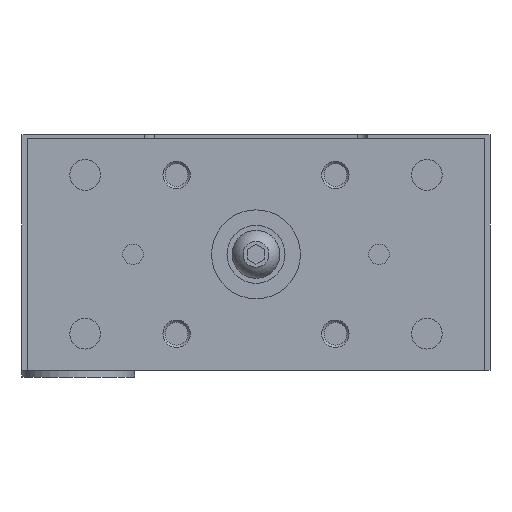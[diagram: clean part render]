
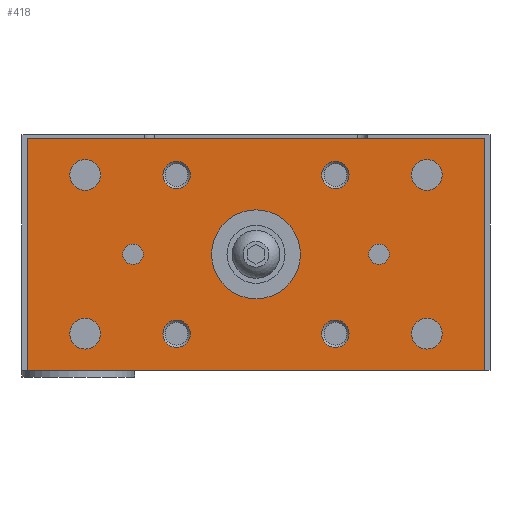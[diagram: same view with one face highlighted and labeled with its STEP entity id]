
A CAD part, left-side view. The second image highlights one B-rep face of the part: STEP entity #418.
In plain terms, the highlighted planar face has unit normal (-1, 0, 0).
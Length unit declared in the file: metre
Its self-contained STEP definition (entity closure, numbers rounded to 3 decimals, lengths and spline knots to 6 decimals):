
#418 = ADVANCED_FACE( '', ( #1183, #1184, #1185, #1186, #1187, #1188, #1189, #1190, #1191, #1192, #1193, #1194 ), #1195, .F. );
#1183 = FACE_BOUND( '', #2579, .T. );
#1184 = FACE_BOUND( '', #2580, .T. );
#1185 = FACE_BOUND( '', #2581, .T. );
#1186 = FACE_BOUND( '', #2582, .T. );
#1187 = FACE_BOUND( '', #2583, .T. );
#1188 = FACE_BOUND( '', #2584, .T. );
#1189 = FACE_BOUND( '', #2585, .T. );
#1190 = FACE_BOUND( '', #2586, .T. );
#1191 = FACE_BOUND( '', #2587, .T. );
#1192 = FACE_BOUND( '', #2588, .T. );
#1193 = FACE_BOUND( '', #2589, .T. );
#1194 = FACE_OUTER_BOUND( '', #2590, .T. );
#1195 = PLANE( '', #2591 );
#2579 = EDGE_LOOP( '', ( #3990 ) );
#2580 = EDGE_LOOP( '', ( #3991 ) );
#2581 = EDGE_LOOP( '', ( #3992 ) );
#2582 = EDGE_LOOP( '', ( #3993 ) );
#2583 = EDGE_LOOP( '', ( #3994 ) );
#2584 = EDGE_LOOP( '', ( #3995 ) );
#2585 = EDGE_LOOP( '', ( #3996 ) );
#2586 = EDGE_LOOP( '', ( #3997 ) );
#2587 = EDGE_LOOP( '', ( #3998 ) );
#2588 = EDGE_LOOP( '', ( #3999 ) );
#2589 = EDGE_LOOP( '', ( #4000 ) );
#2590 = EDGE_LOOP( '', ( #4001, #4002, #4003, #4004 ) );
#2591 = AXIS2_PLACEMENT_3D( '', #4005, #4006, #4007 );
#3990 = ORIENTED_EDGE( '', *, *, #6648, .T. );
#3991 = ORIENTED_EDGE( '', *, *, #6649, .T. );
#3992 = ORIENTED_EDGE( '', *, *, #6650, .F. );
#3993 = ORIENTED_EDGE( '', *, *, #6651, .F. );
#3994 = ORIENTED_EDGE( '', *, *, #6652, .T. );
#3995 = ORIENTED_EDGE( '', *, *, #6653, .F. );
#3996 = ORIENTED_EDGE( '', *, *, #6654, .T. );
#3997 = ORIENTED_EDGE( '', *, *, #6655, .T. );
#3998 = ORIENTED_EDGE( '', *, *, #6656, .F. );
#3999 = ORIENTED_EDGE( '', *, *, #6657, .F. );
#4000 = ORIENTED_EDGE( '', *, *, #6658, .T. );
#4001 = ORIENTED_EDGE( '', *, *, #6659, .T. );
#4002 = ORIENTED_EDGE( '', *, *, #6660, .T. );
#4003 = ORIENTED_EDGE( '', *, *, #6661, .T. );
#4004 = ORIENTED_EDGE( '', *, *, #6662, .T. );
#4005 = CARTESIAN_POINT( '', ( -0.027, -0.067, -0.069 ) );
#4006 = DIRECTION( '', ( 1., 0., 0. ) );
#4007 = DIRECTION( '', ( 0., 0., -1. ) );
#6648 = EDGE_CURVE( '', #7658, #7658, #7659, .T. );
#6649 = EDGE_CURVE( '', #7660, #7660, #7661, .T. );
#6650 = EDGE_CURVE( '', #7662, #7662, #7663, .T. );
#6651 = EDGE_CURVE( '', #7664, #7664, #7665, .T. );
#6652 = EDGE_CURVE( '', #7666, #7666, #7667, .T. );
#6653 = EDGE_CURVE( '', #7668, #7668, #7669, .T. );
#6654 = EDGE_CURVE( '', #7670, #7670, #7671, .T. );
#6655 = EDGE_CURVE( '', #7672, #7672, #7673, .T. );
#6656 = EDGE_CURVE( '', #7674, #7674, #7675, .T. );
#6657 = EDGE_CURVE( '', #7676, #7676, #7677, .T. );
#6658 = EDGE_CURVE( '', #7678, #7678, #7679, .T. );
#6659 = EDGE_CURVE( '', #7680, #7681, #7682, .T. );
#6660 = EDGE_CURVE( '', #7681, #7683, #7684, .T. );
#6661 = EDGE_CURVE( '', #7683, #7685, #7686, .T. );
#6662 = EDGE_CURVE( '', #7685, #7680, #7687, .T. );
#7658 = VERTEX_POINT( '', #9112 );
#7659 = CIRCLE( '', #9113, 0.013 );
#7660 = VERTEX_POINT( '', #9114 );
#7661 = CIRCLE( '', #9115, 0.004 );
#7662 = VERTEX_POINT( '', #9116 );
#7663 = CIRCLE( '', #9117, 0.004 );
#7664 = VERTEX_POINT( '', #9118 );
#7665 = CIRCLE( '', #9119, 0.004 );
#7666 = VERTEX_POINT( '', #9120 );
#7667 = CIRCLE( '', #9121, 0.004 );
#7668 = VERTEX_POINT( '', #9122 );
#7669 = CIRCLE( '', #9123, 0.003 );
#7670 = VERTEX_POINT( '', #9124 );
#7671 = CIRCLE( '', #9125, 0.003 );
#7672 = VERTEX_POINT( '', #9126 );
#7673 = CIRCLE( '', #9127, 0.0045 );
#7674 = VERTEX_POINT( '', #9128 );
#7675 = CIRCLE( '', #9129, 0.0045 );
#7676 = VERTEX_POINT( '', #9130 );
#7677 = CIRCLE( '', #9131, 0.0045 );
#7678 = VERTEX_POINT( '', #9132 );
#7679 = CIRCLE( '', #9133, 0.0045 );
#7680 = VERTEX_POINT( '', #9134 );
#7681 = VERTEX_POINT( '', #9135 );
#7682 = LINE( '', #9136, #9137 );
#7683 = VERTEX_POINT( '', #9138 );
#7684 = LINE( '', #9139, #9140 );
#7685 = VERTEX_POINT( '', #9141 );
#7686 = LINE( '', #9142, #9143 );
#7687 = LINE( '', #9144, #9145 );
#9112 = CARTESIAN_POINT( '', ( -0.027, -0.013, -0.035 ) );
#9113 = AXIS2_PLACEMENT_3D( '', #11414, #11415, #11416 );
#9114 = CARTESIAN_POINT( '', ( -0.027, -0.01925, -0.05825 ) );
#9115 = AXIS2_PLACEMENT_3D( '', #11417, #11418, #11419 );
#9116 = CARTESIAN_POINT( '', ( -0.027, 0.01925, -0.05825 ) );
#9117 = AXIS2_PLACEMENT_3D( '', #11420, #11421, #11422 );
#9118 = CARTESIAN_POINT( '', ( -0.027, -0.01925, -0.01175 ) );
#9119 = AXIS2_PLACEMENT_3D( '', #11423, #11424, #11425 );
#9120 = CARTESIAN_POINT( '', ( -0.027, 0.01925, -0.01175 ) );
#9121 = AXIS2_PLACEMENT_3D( '', #11426, #11427, #11428 );
#9122 = CARTESIAN_POINT( '', ( -0.027, -0.033, -0.035 ) );
#9123 = AXIS2_PLACEMENT_3D( '', #11429, #11430, #11431 );
#9124 = CARTESIAN_POINT( '', ( -0.027, 0.033, -0.035 ) );
#9125 = AXIS2_PLACEMENT_3D( '', #11432, #11433, #11434 );
#9126 = CARTESIAN_POINT( '', ( -0.027, -0.0545, -0.05825 ) );
#9127 = AXIS2_PLACEMENT_3D( '', #11435, #11436, #11437 );
#9128 = CARTESIAN_POINT( '', ( -0.027, 0.0545, -0.05825 ) );
#9129 = AXIS2_PLACEMENT_3D( '', #11438, #11439, #11440 );
#9130 = CARTESIAN_POINT( '', ( -0.027, -0.0545, -0.01175 ) );
#9131 = AXIS2_PLACEMENT_3D( '', #11441, #11442, #11443 );
#9132 = CARTESIAN_POINT( '', ( -0.027, 0.0545, -0.01175 ) );
#9133 = AXIS2_PLACEMENT_3D( '', #11444, #11445, #11446 );
#9134 = CARTESIAN_POINT( '', ( -0.027, -0.067, -0.069 ) );
#9135 = CARTESIAN_POINT( '', ( -0.027, -0.067, -0.001 ) );
#9136 = CARTESIAN_POINT( '', ( -0.027, -0.067, -0.069 ) );
#9137 = VECTOR( '', #11447, 1. );
#9138 = CARTESIAN_POINT( '', ( -0.027, 0.067, -0.001 ) );
#9139 = CARTESIAN_POINT( '', ( -0.027, -0.067, -0.001 ) );
#9140 = VECTOR( '', #11448, 1. );
#9141 = CARTESIAN_POINT( '', ( -0.027, 0.067, -0.069 ) );
#9142 = CARTESIAN_POINT( '', ( -0.027, 0.067, -0.001 ) );
#9143 = VECTOR( '', #11449, 1. );
#9144 = CARTESIAN_POINT( '', ( -0.027, 0.067, -0.069 ) );
#9145 = VECTOR( '', #11450, 1. );
#11414 = CARTESIAN_POINT( '', ( -0.027, 0., -0.035 ) );
#11415 = DIRECTION( '', ( 1., 0., 0. ) );
#11416 = DIRECTION( '', ( 0., -1., 0. ) );
#11417 = CARTESIAN_POINT( '', ( -0.027, -0.02325, -0.05825 ) );
#11418 = DIRECTION( '', ( 1., 0., 0. ) );
#11419 = DIRECTION( '', ( 0., 1., 0. ) );
#11420 = CARTESIAN_POINT( '', ( -0.027, 0.02325, -0.05825 ) );
#11421 = DIRECTION( '', ( -1., 0., 0. ) );
#11422 = DIRECTION( '', ( 0., -1., 0. ) );
#11423 = CARTESIAN_POINT( '', ( -0.027, -0.02325, -0.01175 ) );
#11424 = DIRECTION( '', ( -1., 0., 0. ) );
#11425 = DIRECTION( '', ( 0., 1., 0. ) );
#11426 = CARTESIAN_POINT( '', ( -0.027, 0.02325, -0.01175 ) );
#11427 = DIRECTION( '', ( 1., 0., 0. ) );
#11428 = DIRECTION( '', ( 0., -1., 0. ) );
#11429 = CARTESIAN_POINT( '', ( -0.027, -0.036, -0.035 ) );
#11430 = DIRECTION( '', ( -1., 0., 0. ) );
#11431 = DIRECTION( '', ( 0., 1., 0. ) );
#11432 = CARTESIAN_POINT( '', ( -0.027, 0.036, -0.035 ) );
#11433 = DIRECTION( '', ( 1., 0., 0. ) );
#11434 = DIRECTION( '', ( 0., -1., 0. ) );
#11435 = CARTESIAN_POINT( '', ( -0.027, -0.05, -0.05825 ) );
#11436 = DIRECTION( '', ( 1., 0., 0. ) );
#11437 = DIRECTION( '', ( 0., -1., 0. ) );
#11438 = CARTESIAN_POINT( '', ( -0.027, 0.05, -0.05825 ) );
#11439 = DIRECTION( '', ( -1., 0., 0. ) );
#11440 = DIRECTION( '', ( 0., 1., 0. ) );
#11441 = CARTESIAN_POINT( '', ( -0.027, -0.05, -0.01175 ) );
#11442 = DIRECTION( '', ( -1., 0., 0. ) );
#11443 = DIRECTION( '', ( 0., -1., 0. ) );
#11444 = CARTESIAN_POINT( '', ( -0.027, 0.05, -0.01175 ) );
#11445 = DIRECTION( '', ( 1., 0., 0. ) );
#11446 = DIRECTION( '', ( 0., 1., 0. ) );
#11447 = DIRECTION( '', ( 0., 0., 1. ) );
#11448 = DIRECTION( '', ( 0., 1., 0. ) );
#11449 = DIRECTION( '', ( 0., 0., -1. ) );
#11450 = DIRECTION( '', ( 0., -1., 0. ) );
